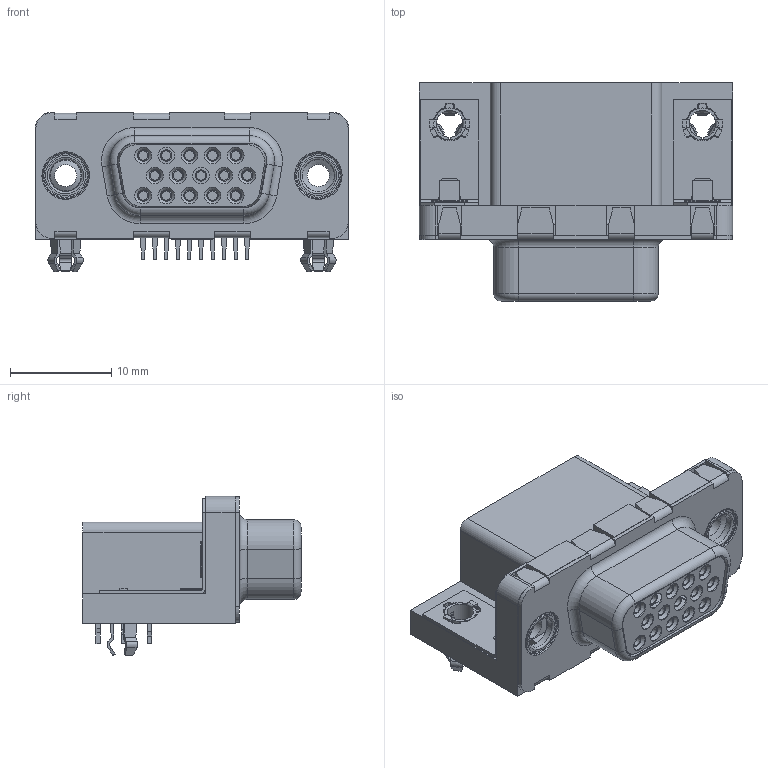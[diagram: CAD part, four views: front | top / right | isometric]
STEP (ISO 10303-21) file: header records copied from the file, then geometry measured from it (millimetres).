
FILE_DESCRIPTION(/* description */ (''),/* implementation_level */ '2;1');
FILE_NAME(/* name */ 'ICD15S13E4GX00LF.step',/* time_stamp */ '2023-04-03T12:54:38-06:00',/* author */ (''),/* organization */ (''),/* preprocessor_version */ 'ST-DEVELOPER v19.2',/* originating_system */ 'Autodesk Translation Framework v11.17.0.187',/* authorisation */ '');
FILE_SCHEMA (('AUTOMOTIVE_DESIGN { 1 0 10303 214 3 1 1 }'));
Length unit declared in the file: millimetre
Products named in the file (1): sicd15s13e4gx00lf
Bounding box: 31 x 21.58 x 15.75 mm (x, y, z)
Volume: 4185.3 mm3; surface area: 3552.1 mm2
Topology: 1 solids, 1 shells, 967 faces, 2536 edges, 1615 vertices
Faces by surface type: plane 594, cylinder 246, torus 86, cone 23, bspline 18
Full cylindrical faces by diameter (mm): 0.92 x15, 1.66 x15, 2.18 x2, 3.05 x2, 3.1 x2, 3.2 x2, 3.45 x2, 3.6 x2, 3.65 x2, 3.76 x2, 4 x4, 4.5 x2
Entity records: 33177 total; most frequent: CARTESIAN_POINT 8511, DIRECTION 5135, ORIENTED_EDGE 5072, EDGE_CURVE 2536, LINE 1713, VECTOR 1713, AXIS2_PLACEMENT_3D 1711, VERTEX_POINT 1615
